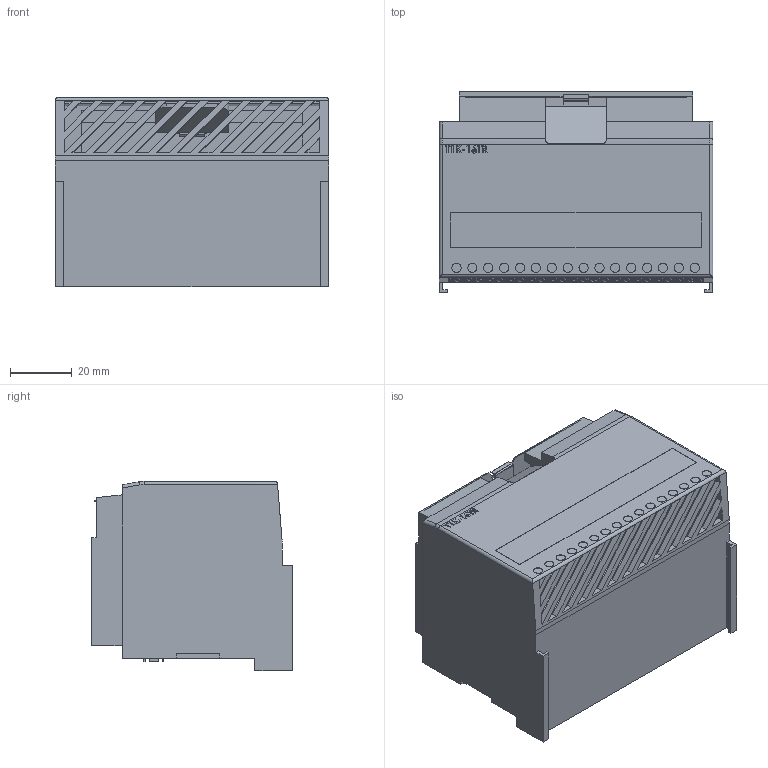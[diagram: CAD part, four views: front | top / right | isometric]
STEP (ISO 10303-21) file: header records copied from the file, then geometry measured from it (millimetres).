
FILE_DESCRIPTION (( 'STEP AP214' ), '1' );
FILE_NAME ('T1K-16TR.STEP', '2013-11-18T13:34:43', ( '' ), ( '' ), 'SwSTEP 2.0', 'SolidWorks 2013', '' );
FILE_SCHEMA (( 'AUTOMOTIVE_DESIGN' ));
Length unit declared in the file: millimetre
Products named in the file (1): T1K-16TR
Bounding box: 88.7 x 65.1 x 61.36 mm (x, y, z)
Volume: 45450.2 mm3; surface area: 54522.4 mm2
Topology: 1 solids, 1 shells, 634 faces, 1638 edges, 1063 vertices
Faces by surface type: plane 439, cylinder 181, bspline 12, torus 2
Entity records: 26982 total; most frequent: CARTESIAN_POINT 4178, ORIENTED_EDGE 3276, DIRECTION 3194, EDGE_CURVE 1638, VECTOR 1244, LINE 1244, VERTEX_POINT 1063, AXIS2_PLACEMENT_3D 975
